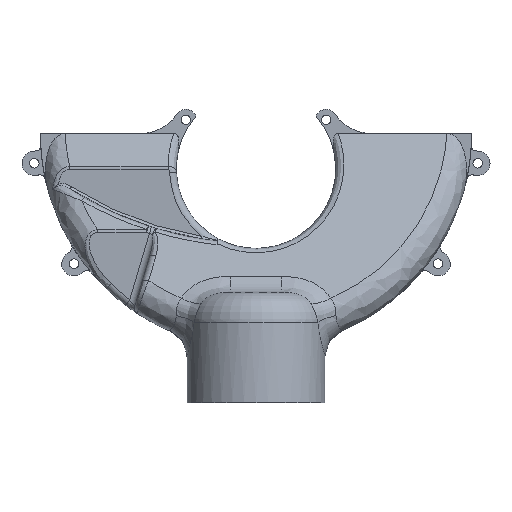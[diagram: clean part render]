
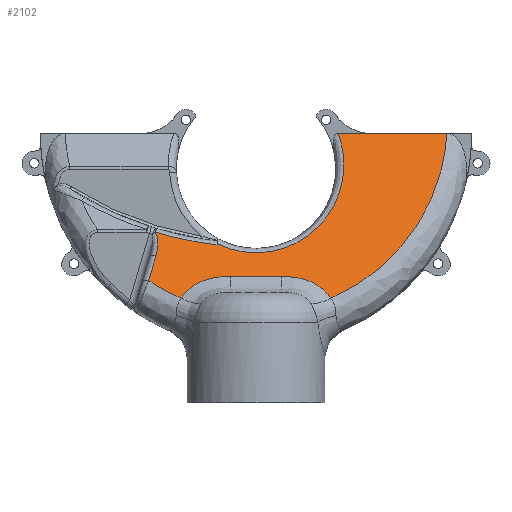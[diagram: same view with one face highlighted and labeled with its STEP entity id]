
A CAD part, top view. The second image highlights one B-rep face of the part: STEP entity #2102.
In plain terms, the highlighted planar face has unit normal (0, 0.457, 0.889).
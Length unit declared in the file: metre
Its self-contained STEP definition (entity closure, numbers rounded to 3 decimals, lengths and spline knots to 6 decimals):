
#257=B_SPLINE_CURVE_WITH_KNOTS('',3,(#4377,#4378,#4379,#4380,#4381,#4382,
#4383,#4384,#4385),.UNSPECIFIED.,.F.,.F.,(4,1,1,1,1,1,4),(0.,0.005364,
0.008047,0.010729,0.013411,0.016093,
0.021457),.UNSPECIFIED.);
#258=B_SPLINE_CURVE_WITH_KNOTS('',3,(#4390,#4391,#4392,#4393,#4394,#4395,
#4396,#4397,#4398),.UNSPECIFIED.,.F.,.F.,(4,1,1,1,1,1,4),(0.,0.005328,
0.007992,0.010657,0.013321,0.015985,
0.021313),.UNSPECIFIED.);
#301=ELLIPSE('',#2319,0.011404,0.005);
#307=ELLIPSE('',#2343,0.036439,0.032406);
#309=ELLIPSE('',#2345,0.146179,0.13);
#311=ELLIPSE('',#2349,0.079321,0.070542);
#312=ELLIPSE('',#2350,0.079321,0.070542);
#762=ORIENTED_EDGE('',*,*,#1243,.T.);
#763=ORIENTED_EDGE('',*,*,#1244,.T.);
#764=ORIENTED_EDGE('',*,*,#1245,.T.);
#765=ORIENTED_EDGE('',*,*,#1110,.F.);
#766=ORIENTED_EDGE('',*,*,#1035,.F.);
#767=ORIENTED_EDGE('',*,*,#1239,.T.);
#768=ORIENTED_EDGE('',*,*,#1235,.T.);
#769=ORIENTED_EDGE('',*,*,#1241,.T.);
#770=ORIENTED_EDGE('',*,*,#1203,.T.);
#771=ORIENTED_EDGE('',*,*,#1208,.T.);
#772=ORIENTED_EDGE('',*,*,#1246,.T.);
#773=ORIENTED_EDGE('',*,*,#1247,.T.);
#1035=EDGE_CURVE('',#1359,#1360,#1551,.T.);
#1110=EDGE_CURVE('',#1360,#1364,#1561,.T.);
#1203=EDGE_CURVE('',#1476,#1479,#301,.F.);
#1208=EDGE_CURVE('',#1479,#1482,#1588,.T.);
#1235=EDGE_CURVE('',#1494,#1493,#1595,.T.);
#1239=EDGE_CURVE('',#1359,#1494,#307,.F.);
#1241=EDGE_CURVE('',#1493,#1476,#309,.F.);
#1243=EDGE_CURVE('',#1495,#1496,#1596,.F.);
#1244=EDGE_CURVE('',#1496,#1497,#257,.T.);
#1245=EDGE_CURVE('',#1497,#1364,#311,.T.);
#1246=EDGE_CURVE('',#1482,#1498,#312,.T.);
#1247=EDGE_CURVE('',#1498,#1495,#258,.T.);
#1359=VERTEX_POINT('',#3067);
#1360=VERTEX_POINT('',#3069);
#1364=VERTEX_POINT('',#3079);
#1476=VERTEX_POINT('',#4014);
#1479=VERTEX_POINT('',#4040);
#1482=VERTEX_POINT('',#4068);
#1493=VERTEX_POINT('',#4274);
#1494=VERTEX_POINT('',#4276);
#1495=VERTEX_POINT('',#4375);
#1496=VERTEX_POINT('',#4376);
#1497=VERTEX_POINT('',#4386);
#1498=VERTEX_POINT('',#4389);
#1551=LINE('',#3068,#1621);
#1561=LINE('',#3489,#1631);
#1588=LINE('',#4069,#1658);
#1595=LINE('',#4275,#1665);
#1596=LINE('',#4374,#1666);
#1621=VECTOR('',#2460,1.);
#1631=VECTOR('',#2602,1.);
#1658=VECTOR('',#2781,1.);
#1665=VECTOR('',#2820,1.);
#1666=VECTOR('',#2839,1.);
#1778=EDGE_LOOP('',(#762,#763,#764,#765,#766,#767,#768,#769,#770,#771,#772,
#773));
#1934=FACE_BOUND('',#1778,.T.);
#2014=PLANE('',#2348);
#2102=ADVANCED_FACE('',(#1934),#2014,.T.);
#2319=AXIS2_PLACEMENT_3D('',#4041,#2771,#2772);
#2343=AXIS2_PLACEMENT_3D('',#4329,#2827,#2828);
#2345=AXIS2_PLACEMENT_3D('',#4358,#2831,#2832);
#2348=AXIS2_PLACEMENT_3D('',#4373,#2837,#2838);
#2349=AXIS2_PLACEMENT_3D('',#4387,#2840,#2841);
#2350=AXIS2_PLACEMENT_3D('',#4388,#2842,#2843);
#2460=DIRECTION('',(1.,0.,0.));
#2602=DIRECTION('',(1.,0.,0.));
#2771=DIRECTION('',(0.,0.457,0.889));
#2772=DIRECTION('',(-0.316,-0.844,0.434));
#2781=DIRECTION('',(-0.255,-0.86,0.442));
#2820=DIRECTION('',(-0.099,-0.885,0.455));
#2827=DIRECTION('',(0.,0.457,0.889));
#2828=DIRECTION('',(0.,0.889,-0.457));
#2831=DIRECTION('',(0.,0.457,0.889));
#2832=DIRECTION('',(0.,-0.889,0.457));
#2837=DIRECTION('',(0.,0.457,0.889));
#2838=DIRECTION('',(0.,-0.889,0.457));
#2839=DIRECTION('',(-1.,0.,0.));
#2840=DIRECTION('',(0.,0.457,0.889));
#2841=DIRECTION('',(0.,0.889,-0.457));
#2842=DIRECTION('',(0.,0.457,0.889));
#2843=DIRECTION('',(0.,0.889,-0.457));
#3067=CARTESIAN_POINT('',(0.030248,0.,0.004));
#3068=CARTESIAN_POINT('',(0.052959,0.,0.004));
#3069=CARTESIAN_POINT('',(0.042471,0.,0.004));
#3079=CARTESIAN_POINT('',(0.070422,0.,0.004));
#3489=CARTESIAN_POINT('',(0.052959,0.,0.004));
#4014=CARTESIAN_POINT('',(-0.037231,-0.036411,0.022723));
#4040=CARTESIAN_POINT('',(-0.036881,-0.045164,0.027223));
#4041=CARTESIAN_POINT('',(-0.042095,-0.045164,0.027223));
#4068=CARTESIAN_POINT('',(-0.03958,-0.054276,0.031909));
#4069=CARTESIAN_POINT('',(-0.045667,-0.074826,0.042475));
#4274=CARTESIAN_POINT('',(-0.014369,-0.04106,0.025113));
#4275=CARTESIAN_POINT('',(-0.016009,-0.055681,0.032631));
#4276=CARTESIAN_POINT('',(-0.014328,-0.040695,0.024925));
#4329=CARTESIAN_POINT('',(0.,-0.011628,0.009979));
#4358=CARTESIAN_POINT('',(0.,0.088143,-0.041323));
#4373=CARTESIAN_POINT('',(-0.195297,-0.039771,0.02445));
#4374=CARTESIAN_POINT('',(-0.195297,-0.05273,0.031114));
#4375=CARTESIAN_POINT('',(-0.009415,-0.05273,0.031114));
#4376=CARTESIAN_POINT('',(0.009415,-0.05273,0.031114));
#4377=CARTESIAN_POINT('',(0.009415,-0.05273,0.031114));
#4378=CARTESIAN_POINT('',(0.011203,-0.05273,0.031114));
#4379=CARTESIAN_POINT('',(0.013889,-0.05288,0.031191));
#4380=CARTESIAN_POINT('',(0.017327,-0.053605,0.031563));
#4381=CARTESIAN_POINT('',(0.019854,-0.054463,0.032005));
#4382=CARTESIAN_POINT('',(0.022173,-0.055613,0.032596));
#4383=CARTESIAN_POINT('',(0.025018,-0.057575,0.033605));
#4384=CARTESIAN_POINT('',(0.026695,-0.059421,0.034554));
#4385=CARTESIAN_POINT('',(0.027596,-0.060805,0.035265));
#4386=CARTESIAN_POINT('',(0.027596,-0.060805,0.035265));
#4387=CARTESIAN_POINT('',(0.,0.004116,0.001884));
#4388=CARTESIAN_POINT('',(0.,0.004116,0.001884));
#4389=CARTESIAN_POINT('',(-0.027596,-0.060805,0.035265));
#4390=CARTESIAN_POINT('',(-0.027596,-0.060805,0.035265));
#4391=CARTESIAN_POINT('',(-0.026692,-0.059417,0.034552));
#4392=CARTESIAN_POINT('',(-0.025013,-0.057568,0.033601));
#4393=CARTESIAN_POINT('',(-0.022154,-0.055601,0.03259));
#4394=CARTESIAN_POINT('',(-0.019829,-0.054453,0.031999));
#4395=CARTESIAN_POINT('',(-0.017293,-0.053595,0.031558));
#4396=CARTESIAN_POINT('',(-0.013855,-0.052877,0.031189));
#4397=CARTESIAN_POINT('',(-0.011201,-0.05273,0.031114));
#4398=CARTESIAN_POINT('',(-0.009415,-0.05273,0.031114));
